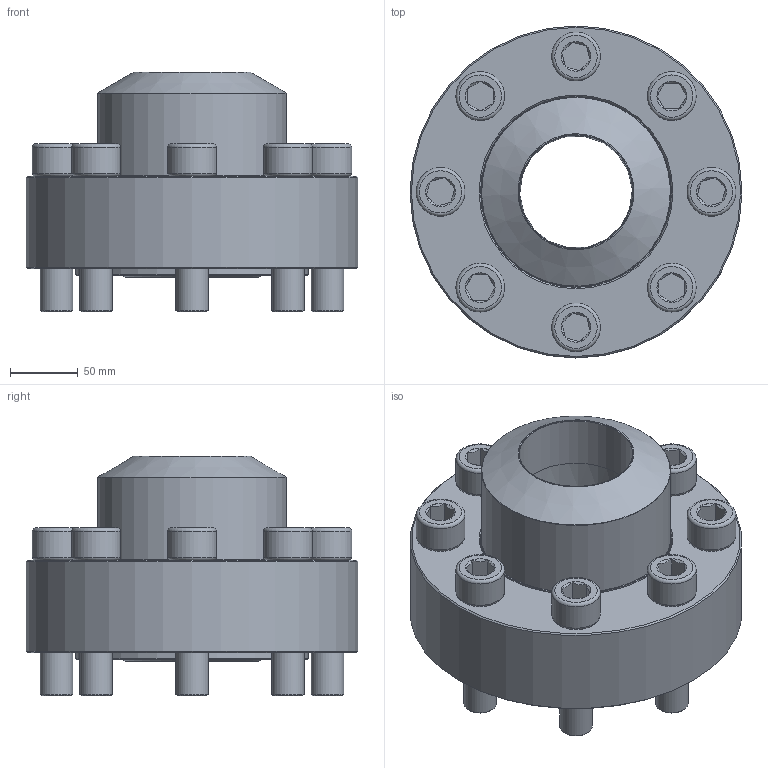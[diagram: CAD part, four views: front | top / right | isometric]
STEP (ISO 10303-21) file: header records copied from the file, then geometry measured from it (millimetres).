
FILE_DESCRIPTION(/* description */ (''),/* implementation_level */ '2;1');
FILE_NAME(/* name */ 'FA080-502.stp',/* time_stamp */ '2023-05-03T09:31:56+02:00',/* author */ (''),/* organization */ (''),/* preprocessor_version */ 'ST-DEVELOPER v16',/* originating_system */ 'SIEMENS PLM Software NX 10.0',/* authorisation */ '');
FILE_SCHEMA (('AUTOMOTIVE_DESIGN { 1 0 10303 214 3 1 1 1 }'));
Length unit declared in the file: millimetre
Products named in the file (5): X-O; X-FA; X-Schraube; X-FKV_rund; FA_rund
Assembly tree (11 placements, depth 2):
  FA_rund
    X-FKV_rund
    X-Schraube  x8
    X-FA
    X-O
Bounding box: 245 x 245 x 177 mm (x, y, z)
Volume: 3836090.7 mm3; surface area: 431674.9 mm2
Topology: 11 solids, 11 shells, 234 faces, 463 edges, 261 vertices
Faces by surface type: plane 88, cone 83, cylinder 42, torus 21
Full cylindrical faces by diameter (mm): 21.939 x8, 24 x8, 25 x8, 36 x8, 83 x1, 83.7 x1, 92.5 x1, 104.226 x1, 139.7 x1, 140.5 x1, 141 x1, 172 x1, 173 x1, 245 x1
Entity records: 2065 total; most frequent: DIRECTION 368, CARTESIAN_POINT 351, ORIENTED_EDGE 224, AXIS2_PLACEMENT_3D 178, EDGE_LOOP 152, FACE_BOUND 139, EDGE_CURVE 112, VERTEX_POINT 93
